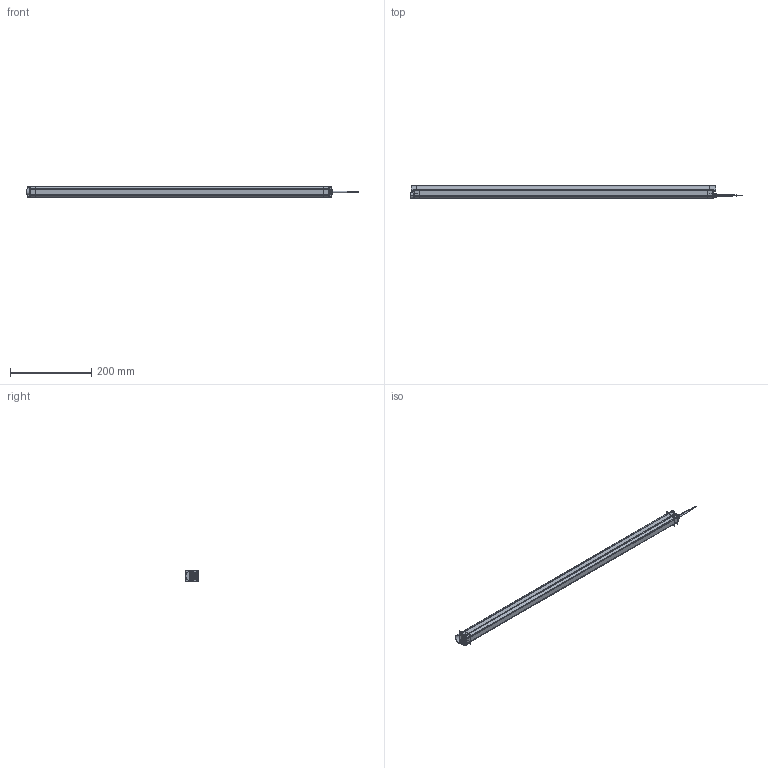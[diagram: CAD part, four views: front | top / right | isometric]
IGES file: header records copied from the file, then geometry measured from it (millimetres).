
Start section:  PTC IGES file: 210151.igs
Global section: file name: 210151.igs; native system: Creo Parametric by PTC Inc.; preprocessor: 2018300; author: pdmadmin; organization: Unknown; date: 20190227.164201; units: millimetre
Bounding box: 816.76 x 32.84 x 29.12 mm (x, y, z)
Volume: 212916.4 mm3; surface area: 678594.3 mm2
Topology: 19 solids, 25 shells, 2422 faces, 12529 edges, 16089 vertices
Faces by surface type: revolution 1506, bspline 916
